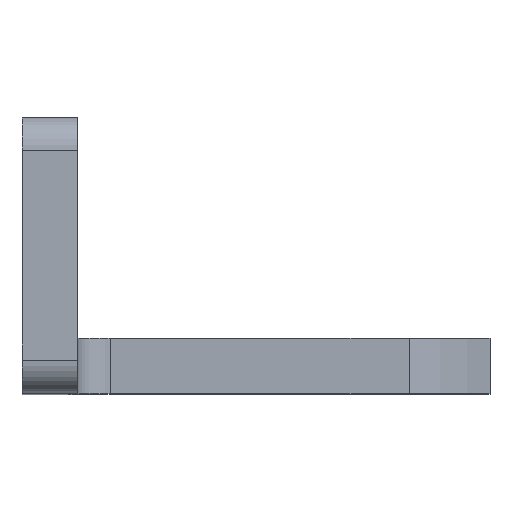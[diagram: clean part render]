
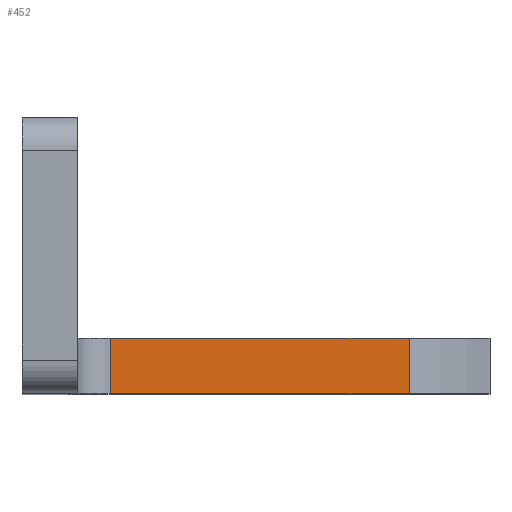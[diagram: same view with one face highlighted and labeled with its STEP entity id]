
A CAD part, top view. The second image highlights one B-rep face of the part: STEP entity #452.
In plain terms, the highlighted planar face has unit normal (0, 0, 1).
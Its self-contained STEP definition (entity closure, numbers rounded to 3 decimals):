
#13 = CARTESIAN_POINT ( 'NONE',  ( 13.884, 0., 21.209 ) ) ;
#42 = VECTOR ( 'NONE', #98, 1000. ) ;
#49 = LINE ( 'NONE', #246, #497 ) ;
#95 = VERTEX_POINT ( 'NONE', #1252 ) ;
#98 = DIRECTION ( 'NONE',  ( -1., 0., 0. ) ) ;
#196 = EDGE_CURVE ( 'NONE', #95, #1029, #763, .T. ) ;
#246 = CARTESIAN_POINT ( 'NONE',  ( 13.884, 5., 21.209 ) ) ;
#262 = DIRECTION ( 'NONE',  ( 0., -1., 0. ) ) ;
#302 = VECTOR ( 'NONE', #525, 1000. ) ;
#339 = LINE ( 'NONE', #13, #42 ) ;
#379 = EDGE_CURVE ( 'NONE', #592, #1193, #339, .T. ) ;
#416 = ORIENTED_EDGE ( 'NONE', *, *, #587, .F. ) ;
#428 = EDGE_LOOP ( 'NONE', ( #807, #720, #459, #416 ) ) ;
#437 = CARTESIAN_POINT ( 'NONE',  ( -13.884, 5., 21.209 ) ) ;
#452 = ADVANCED_FACE ( 'NONE', ( #842 ), #1147, .T. ) ;
#459 = ORIENTED_EDGE ( 'NONE', *, *, #379, .F. ) ;
#497 = VECTOR ( 'NONE', #262, 1000. ) ;
#517 = AXIS2_PLACEMENT_3D ( 'NONE', #742, #529, #943 ) ;
#525 = DIRECTION ( 'NONE',  ( 0., -1., 0. ) ) ;
#529 = DIRECTION ( 'NONE',  ( 0., 0., 1. ) ) ;
#533 = CARTESIAN_POINT ( 'NONE',  ( -13.209, 0., 21.209 ) ) ;
#587 = EDGE_CURVE ( 'NONE', #95, #592, #49, .T. ) ;
#592 = VERTEX_POINT ( 'NONE', #671 ) ;
#671 = CARTESIAN_POINT ( 'NONE',  ( 13.884, 0., 21.209 ) ) ;
#706 = VECTOR ( 'NONE', #1063, 1000. ) ;
#720 = ORIENTED_EDGE ( 'NONE', *, *, #1226, .T. ) ;
#742 = CARTESIAN_POINT ( 'NONE',  ( 13.884, 5., 21.209 ) ) ;
#763 = LINE ( 'NONE', #437, #706 ) ;
#807 = ORIENTED_EDGE ( 'NONE', *, *, #196, .T. ) ;
#819 = LINE ( 'NONE', #1044, #302 ) ;
#842 = FACE_OUTER_BOUND ( 'NONE', #428, .T. ) ;
#943 = DIRECTION ( 'NONE',  ( 1., 0., 0. ) ) ;
#1029 = VERTEX_POINT ( 'NONE', #1080 ) ;
#1044 = CARTESIAN_POINT ( 'NONE',  ( -13.209, 5., 21.209 ) ) ;
#1063 = DIRECTION ( 'NONE',  ( -1., 0., 0. ) ) ;
#1080 = CARTESIAN_POINT ( 'NONE',  ( -13.209, 5., 21.209 ) ) ;
#1147 = PLANE ( 'NONE',  #517 ) ;
#1193 = VERTEX_POINT ( 'NONE', #533 ) ;
#1226 = EDGE_CURVE ( 'NONE', #1029, #1193, #819, .T. ) ;
#1252 = CARTESIAN_POINT ( 'NONE',  ( 13.884, 5., 21.209 ) ) ;
